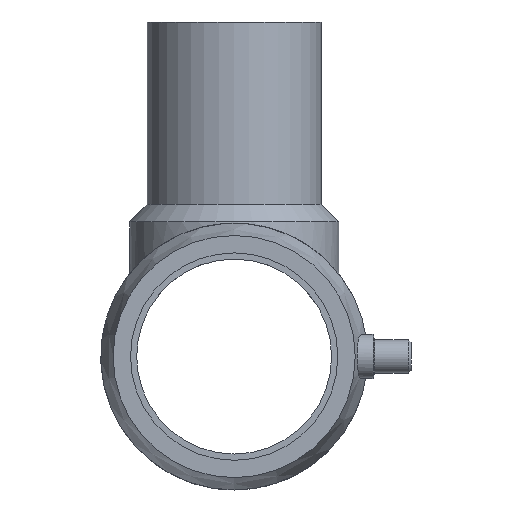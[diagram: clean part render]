
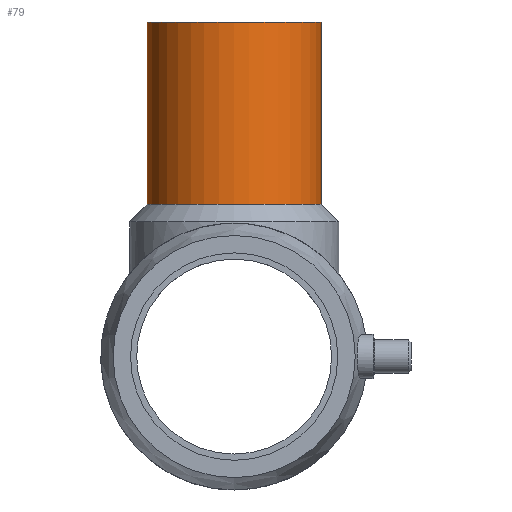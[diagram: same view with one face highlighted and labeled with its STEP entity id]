
A CAD part, left-side view. The second image highlights one B-rep face of the part: STEP entity #79.
In plain terms, the highlighted cylindrical face has radius 31.5 mm (diameter 63 mm), a full revolution.
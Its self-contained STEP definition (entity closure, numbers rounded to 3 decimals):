
#79 = ADVANCED_FACE( '', ( #192, #193 ), #194, .T. );
#192 = FACE_OUTER_BOUND( '', #355, .T. );
#193 = FACE_OUTER_BOUND( '', #356, .T. );
#194 = CYLINDRICAL_SURFACE( '', #357, 31.5 );
#355 = EDGE_LOOP( '', ( #531 ) );
#356 = EDGE_LOOP( '', ( #532 ) );
#357 = AXIS2_PLACEMENT_3D( '', #533, #534, #535 );
#531 = ORIENTED_EDGE( '', *, *, #745, .F. );
#532 = ORIENTED_EDGE( '', *, *, #746, .T. );
#533 = CARTESIAN_POINT( '', ( 105.25, 0., 0. ) );
#534 = DIRECTION( '', ( 0., 0., 1. ) );
#535 = DIRECTION( '', ( -1., 0., 0. ) );
#745 = EDGE_CURVE( '', #844, #844, #845, .T. );
#746 = EDGE_CURVE( '', #846, #846, #847, .T. );
#844 = VERTEX_POINT( '', #1342 );
#845 = CIRCLE( '', #1343, 31.5 );
#846 = VERTEX_POINT( '', #1344 );
#847 = CIRCLE( '', #1345, 31.5 );
#1342 = CARTESIAN_POINT( '', ( 73.75, 0., 55. ) );
#1343 = AXIS2_PLACEMENT_3D( '', #1640, #1641, #1642 );
#1344 = CARTESIAN_POINT( '', ( 73.75, 0., 121. ) );
#1345 = AXIS2_PLACEMENT_3D( '', #1643, #1644, #1645 );
#1640 = CARTESIAN_POINT( '', ( 105.25, 0., 55. ) );
#1641 = DIRECTION( '', ( 0., 0., -1. ) );
#1642 = DIRECTION( '', ( -1., 0., 0. ) );
#1643 = CARTESIAN_POINT( '', ( 105.25, 0., 121. ) );
#1644 = DIRECTION( '', ( 0., 0., -1. ) );
#1645 = DIRECTION( '', ( -1., 0., 0. ) );
